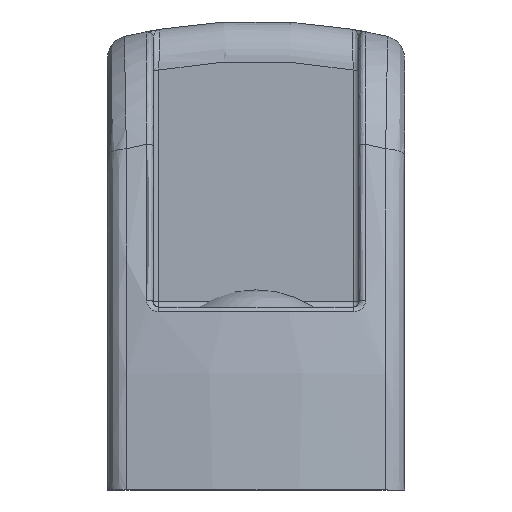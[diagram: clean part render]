
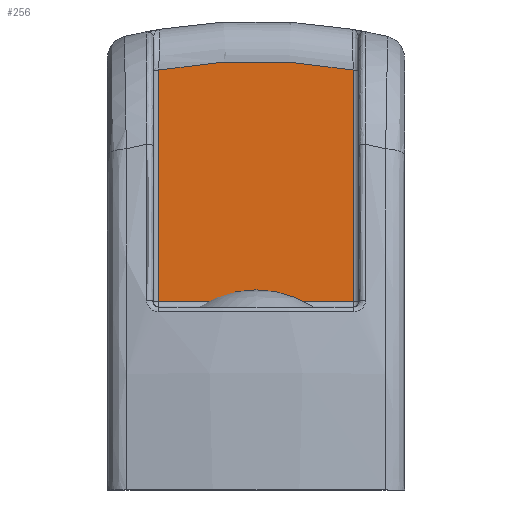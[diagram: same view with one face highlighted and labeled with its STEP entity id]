
A CAD part, left-side view. The second image highlights one B-rep face of the part: STEP entity #256.
In plain terms, the highlighted planar face has unit normal (-1, 0, 0).
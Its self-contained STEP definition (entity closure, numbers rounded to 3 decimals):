
#256 = ADVANCED_FACE( '', ( #612 ), #613, .T. );
#612 = FACE_OUTER_BOUND( '', #2473, .T. );
#613 = PLANE( '', #2474 );
#2473 = EDGE_LOOP( '', ( #6087, #6088, #6089, #6090 ) );
#2474 = AXIS2_PLACEMENT_3D( '', #6091, #6092, #6093 );
#6087 = ORIENTED_EDGE( '', *, *, #7124, .T. );
#6088 = ORIENTED_EDGE( '', *, *, #7125, .T. );
#6089 = ORIENTED_EDGE( '', *, *, #7126, .T. );
#6090 = ORIENTED_EDGE( '', *, *, #7127, .T. );
#6091 = CARTESIAN_POINT( '', ( -50., -9., 80.138 ) );
#6092 = DIRECTION( '', ( -1., 0., 0. ) );
#6093 = DIRECTION( '', ( 0., 0., 1. ) );
#7124 = EDGE_CURVE( '', #7733, #7734, #7735, .F. );
#7125 = EDGE_CURVE( '', #7734, #7736, #7737, .F. );
#7126 = EDGE_CURVE( '', #7736, #7445, #7738, .T. );
#7127 = EDGE_CURVE( '', #7445, #7733, #7739, .T. );
#7445 = VERTEX_POINT( '', #8291 );
#7733 = VERTEX_POINT( '', #9672 );
#7734 = VERTEX_POINT( '', #9673 );
#7735 = LINE( '', #9674, #9675 );
#7736 = VERTEX_POINT( '', #9676 );
#7737 = LINE( '', #9677, #9678 );
#7738 = CIRCLE( '', #9679, 46.5 );
#7739 = LINE( '', #9680, #9681 );
#8291 = CARTESIAN_POINT( '', ( -50., 8.5, 36.717 ) );
#9672 = CARTESIAN_POINT( '', ( -50., 8.5, 16.5 ) );
#9673 = CARTESIAN_POINT( '', ( -50., -8.5, 16.5 ) );
#9674 = CARTESIAN_POINT( '', ( -50., -9., 16.5 ) );
#9675 = VECTOR( '', #11345, 1000. );
#9676 = CARTESIAN_POINT( '', ( -50., -8.5, 36.717 ) );
#9677 = CARTESIAN_POINT( '', ( -50., -8.5, 36.621 ) );
#9678 = VECTOR( '', #11346, 1000. );
#9679 = AXIS2_PLACEMENT_3D( '', #11347, #11348, #11349 );
#9680 = CARTESIAN_POINT( '', ( -50., 8.5, 16. ) );
#9681 = VECTOR( '', #11350, 1000. );
#11345 = DIRECTION( '', ( 0., 1., 0. ) );
#11346 = DIRECTION( '', ( 0., 0., -1. ) );
#11347 = CARTESIAN_POINT( '', ( -50., 0., -9. ) );
#11348 = DIRECTION( '', ( -1., 0., 0. ) );
#11349 = DIRECTION( '', ( 0., 0., 1. ) );
#11350 = DIRECTION( '', ( 0., 0., -1. ) );
